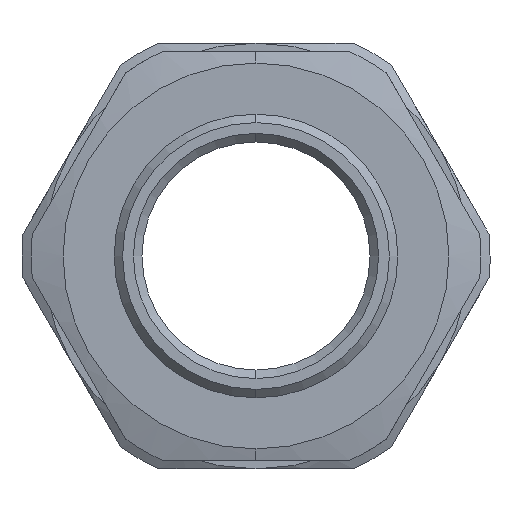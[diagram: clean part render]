
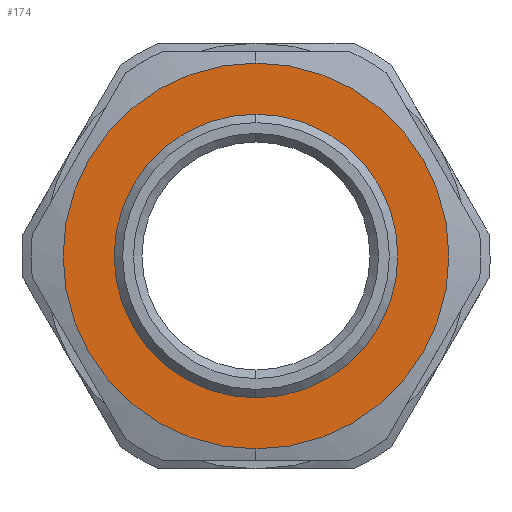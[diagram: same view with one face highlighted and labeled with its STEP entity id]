
A CAD part, left-side view. The second image highlights one B-rep face of the part: STEP entity #174.
In plain terms, the highlighted planar face has unit normal (-1, 0, 0).
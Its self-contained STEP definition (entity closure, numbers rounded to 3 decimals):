
#174 = ADVANCED_FACE ( 'NONE', ( #655, #704 ), #4432, .F. ) ;
#213 = VERTEX_POINT ( 'NONE', #4207 ) ;
#270 = CARTESIAN_POINT ( 'NONE',  ( 15.3, 0., -12.5 ) ) ;
#655 = FACE_OUTER_BOUND ( 'NONE', #3853, .T. ) ;
#704 = FACE_BOUND ( 'NONE', #2661, .T. ) ;
#733 = VERTEX_POINT ( 'NONE', #2605 ) ;
#1169 = CARTESIAN_POINT ( 'NONE',  ( 15.3, 0., 17. ) ) ;
#1477 = CIRCLE ( 'NONE', #3418, 17. ) ;
#1502 = AXIS2_PLACEMENT_3D ( 'NONE', #4439, #4417, #4416 ) ;
#1679 = CIRCLE ( 'NONE', #3438, 12.5 ) ;
#1768 = VERTEX_POINT ( 'NONE', #1169 ) ;
#2113 = ORIENTED_EDGE ( 'NONE', *, *, #4292, .F. ) ;
#2124 = ORIENTED_EDGE ( 'NONE', *, *, #2995, .F. ) ;
#2165 = ORIENTED_EDGE ( 'NONE', *, *, #4277, .T. ) ;
#2170 = ORIENTED_EDGE ( 'NONE', *, *, #3013, .T. ) ;
#2536 = DIRECTION ( 'NONE',  ( 0., 0., -1. ) ) ;
#2605 = CARTESIAN_POINT ( 'NONE',  ( 15.3, 0., 12.5 ) ) ;
#2661 = EDGE_LOOP ( 'NONE', ( #2165, #2170 ) ) ;
#2741 = DIRECTION ( 'NONE',  ( 1., 0., 0. ) ) ;
#2852 = CARTESIAN_POINT ( 'NONE',  ( 15.3, 0., 0. ) ) ;
#2995 = EDGE_CURVE ( 'NONE', #1768, #213, #3370, .T. ) ;
#3013 = EDGE_CURVE ( 'NONE', #733, #3532, #3059, .T. ) ;
#3032 = DIRECTION ( 'NONE',  ( 0., 0., -1. ) ) ;
#3059 = CIRCLE ( 'NONE', #4263, 12.5 ) ;
#3101 = CARTESIAN_POINT ( 'NONE',  ( 15.3, 0., 0. ) ) ;
#3210 = DIRECTION ( 'NONE',  ( 0., 0., -1. ) ) ;
#3241 = CARTESIAN_POINT ( 'NONE',  ( 15.3, 0., 0. ) ) ;
#3332 = DIRECTION ( 'NONE',  ( 1., 0., 0. ) ) ;
#3370 = CIRCLE ( 'NONE', #4273, 17. ) ;
#3418 = AXIS2_PLACEMENT_3D ( 'NONE', #3101, #2741, #3032 ) ;
#3438 = AXIS2_PLACEMENT_3D ( 'NONE', #3802, #3332, #3210 ) ;
#3532 = VERTEX_POINT ( 'NONE', #270 ) ;
#3538 = DIRECTION ( 'NONE',  ( 0., 0., -1. ) ) ;
#3802 = CARTESIAN_POINT ( 'NONE',  ( 15.3, 0., 0. ) ) ;
#3853 = EDGE_LOOP ( 'NONE', ( #2113, #2124 ) ) ;
#4207 = CARTESIAN_POINT ( 'NONE',  ( 15.3, 0., -17. ) ) ;
#4263 = AXIS2_PLACEMENT_3D ( 'NONE', #2852, #4315, #3538 ) ;
#4273 = AXIS2_PLACEMENT_3D ( 'NONE', #3241, #4346, #2536 ) ;
#4277 = EDGE_CURVE ( 'NONE', #3532, #733, #1679, .T. ) ;
#4292 = EDGE_CURVE ( 'NONE', #213, #1768, #1477, .T. ) ;
#4315 = DIRECTION ( 'NONE',  ( 1., 0., 0. ) ) ;
#4346 = DIRECTION ( 'NONE',  ( 1., 0., 0. ) ) ;
#4416 = DIRECTION ( 'NONE',  ( 0., 0., -1. ) ) ;
#4417 = DIRECTION ( 'NONE',  ( 1., 0., 0. ) ) ;
#4432 = PLANE ( 'NONE',  #1502 ) ;
#4439 = CARTESIAN_POINT ( 'NONE',  ( 15.3, 12.5, 0. ) ) ;
